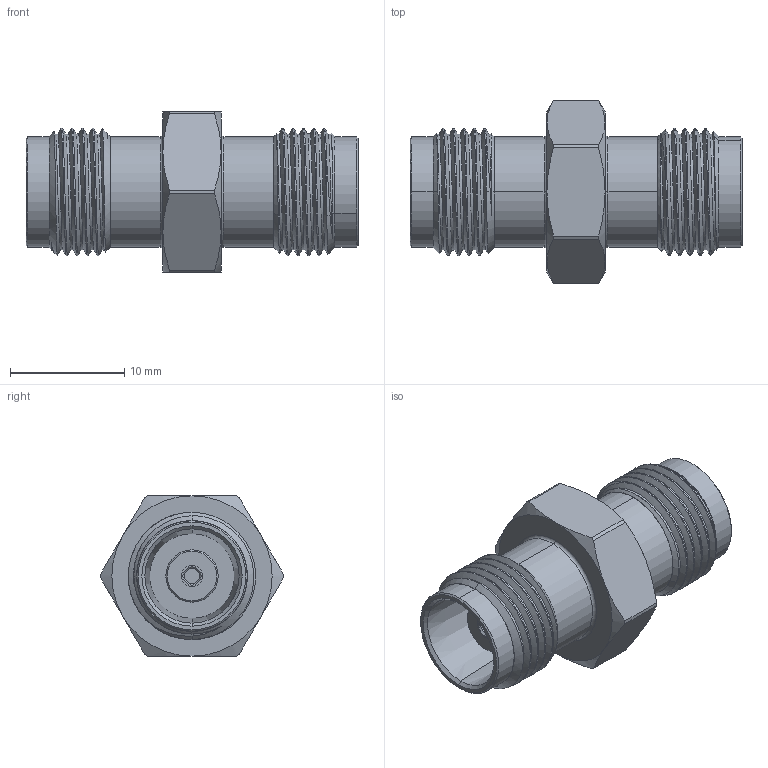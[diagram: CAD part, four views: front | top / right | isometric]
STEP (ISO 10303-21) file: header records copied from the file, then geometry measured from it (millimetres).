
FILE_DESCRIPTION (( 'STEP AP203' ), '1' );
FILE_NAME ('PE91174 ¦ SM4083.step', '2019-05-02T23:34:31', ( '' ), ( '' ), 'SwSTEP 2.0', 'SolidWorks 2018', '' );
FILE_SCHEMA (( 'CONFIG_CONTROL_DESIGN' ));
Length unit declared in the file: inch
Products named in the file (1): PE91174 ｦ SM4083
Bounding box: 29 x 15.98 x 14 mm (x, y, z)
Volume: 2114.2 mm3; surface area: 2086.4 mm2
Topology: 1 solids, 1 shells, 186 faces, 460 edges, 288 vertices
Faces by surface type: plane 68, cylinder 60, cone 48, bspline 6, torus 4
Entity records: 8702 total; most frequent: CARTESIAN_POINT 4458, ORIENTED_EDGE 920, DIRECTION 830, EDGE_CURVE 460, AXIS2_PLACEMENT_3D 333, VERTEX_POINT 288, EDGE_LOOP 198, FACE_OUTER_BOUND 186
